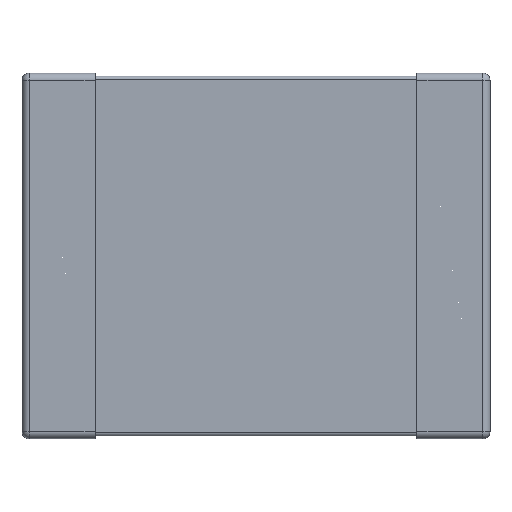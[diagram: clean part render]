
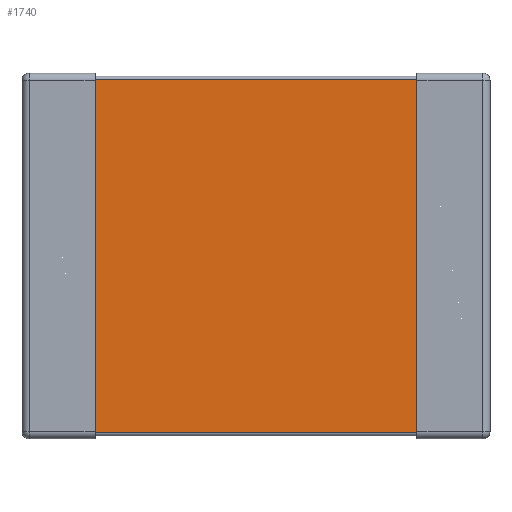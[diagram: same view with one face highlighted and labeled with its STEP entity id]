
A CAD part, front view. The second image highlights one B-rep face of the part: STEP entity #1740.
In plain terms, the highlighted planar face has unit normal (0, -1, 0).
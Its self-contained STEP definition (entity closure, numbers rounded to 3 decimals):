
#72 = VECTOR ( 'NONE', #952, 1000. ) ;
#128 = VECTOR ( 'NONE', #289, 1000. ) ;
#185 = EDGE_CURVE ( 'NONE', #1600, #1228, #447, .T. ) ;
#189 = DIRECTION ( 'NONE',  ( 0., 0., 1. ) ) ;
#289 = DIRECTION ( 'NONE',  ( 1., 0., 0. ) ) ;
#293 = VECTOR ( 'NONE', #324, 1000. ) ;
#300 = VERTEX_POINT ( 'NONE', #396 ) ;
#324 = DIRECTION ( 'NONE',  ( -1., 0., 0. ) ) ;
#330 = PLANE ( 'NONE',  #1458 ) ;
#396 = CARTESIAN_POINT ( 'NONE',  ( -1.1, 0.02, 1.21 ) ) ;
#430 = VECTOR ( 'NONE', #189, 1000. ) ;
#447 = LINE ( 'NONE', #652, #72 ) ;
#537 = LINE ( 'NONE', #921, #293 ) ;
#548 = LINE ( 'NONE', #1114, #128 ) ;
#549 = CARTESIAN_POINT ( 'NONE',  ( 1.1, 0.02, -1.21 ) ) ;
#603 = DIRECTION ( 'NONE',  ( 0., 0., 1. ) ) ;
#652 = CARTESIAN_POINT ( 'NONE',  ( 1.1, 0.02, 1.23 ) ) ;
#670 = EDGE_CURVE ( 'NONE', #1600, #300, #537, .T. ) ;
#673 = VERTEX_POINT ( 'NONE', #864 ) ;
#787 = LINE ( 'NONE', #1025, #430 ) ;
#831 = FACE_OUTER_BOUND ( 'NONE', #1337, .T. ) ;
#864 = CARTESIAN_POINT ( 'NONE',  ( -1.1, 0.02, -1.21 ) ) ;
#921 = CARTESIAN_POINT ( 'NONE',  ( 0., 0.02, 1.21 ) ) ;
#952 = DIRECTION ( 'NONE',  ( 0., 0., -1. ) ) ;
#987 = EDGE_CURVE ( 'NONE', #673, #1228, #548, .T. ) ;
#1021 = ORIENTED_EDGE ( 'NONE', *, *, #1430, .F. ) ;
#1025 = CARTESIAN_POINT ( 'NONE',  ( -1.1, 0.02, 1.23 ) ) ;
#1072 = ORIENTED_EDGE ( 'NONE', *, *, #987, .T. ) ;
#1114 = CARTESIAN_POINT ( 'NONE',  ( 0., 0.02, -1.21 ) ) ;
#1228 = VERTEX_POINT ( 'NONE', #549 ) ;
#1337 = EDGE_LOOP ( 'NONE', ( #1021, #1072, #1667, #1420 ) ) ;
#1343 = CARTESIAN_POINT ( 'NONE',  ( 1.1, 0.02, 1.21 ) ) ;
#1420 = ORIENTED_EDGE ( 'NONE', *, *, #670, .T. ) ;
#1430 = EDGE_CURVE ( 'NONE', #673, #300, #787, .T. ) ;
#1458 = AXIS2_PLACEMENT_3D ( 'NONE', #1685, #1655, #603 ) ;
#1600 = VERTEX_POINT ( 'NONE', #1343 ) ;
#1655 = DIRECTION ( 'NONE',  ( 0., 1., 0. ) ) ;
#1667 = ORIENTED_EDGE ( 'NONE', *, *, #185, .F. ) ;
#1685 = CARTESIAN_POINT ( 'NONE',  ( 0., 0.02, 0. ) ) ;
#1740 = ADVANCED_FACE ( 'NONE', ( #831 ), #330, .F. ) ;
